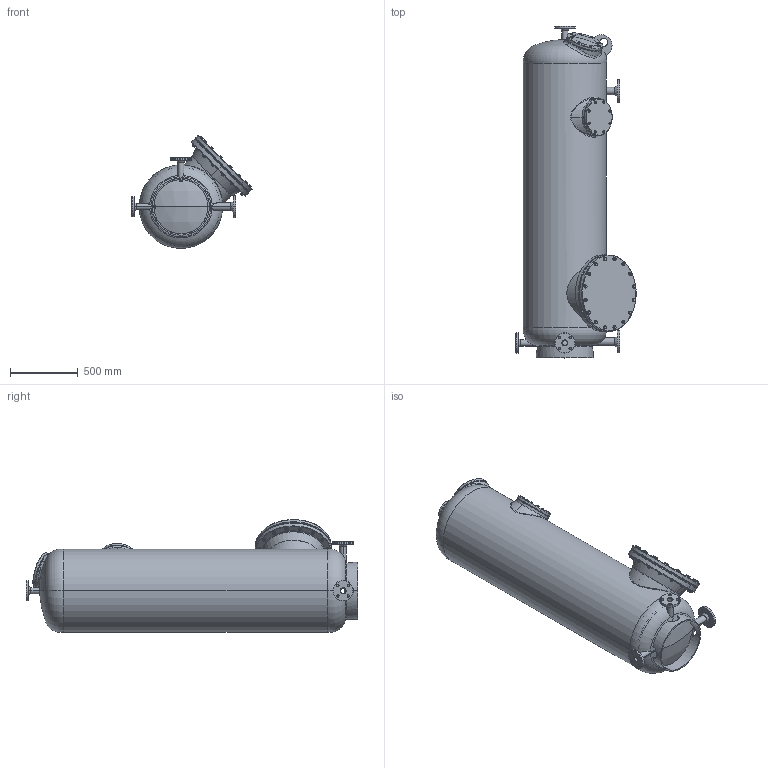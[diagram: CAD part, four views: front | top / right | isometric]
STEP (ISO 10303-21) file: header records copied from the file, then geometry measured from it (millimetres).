
FILE_DESCRIPTION (( 'STEP AP214' ), '1' );
FILE_NAME ('mediterran60c.STEP', '2020-11-03T12:41:28', ( '' ), ( '' ), 'SwSTEP 2.0', 'SolidWorks 2019', '' );
FILE_SCHEMA (( 'AUTOMOTIVE_DESIGN' ));
Length unit declared in the file: millimetre
Products named in the file (1): mediterran60c
Bounding box: 885.73 x 2450 x 832.22 mm (x, y, z)
Surface area: 11401288.9 mm2 (no closed solid volume)
Topology: 0 solids, 125 shells, 1888 faces, 4199 edges, 2563 vertices
Faces by surface type: cone 608, cylinder 579, plane 566, torus 106, bspline 16, sphere 13
Entity records: 95904 total; most frequent: CARTESIAN_POINT 32502, DIRECTION 8808, ORIENTED_EDGE 8270, EDGE_CURVE 4167, AXIS2_PLACEMENT_3D 3779, VERTEX_POINT 2563, EDGE_LOOP 2252, UNCERTAINTY_MEASURE_WITH_UNIT 1999
